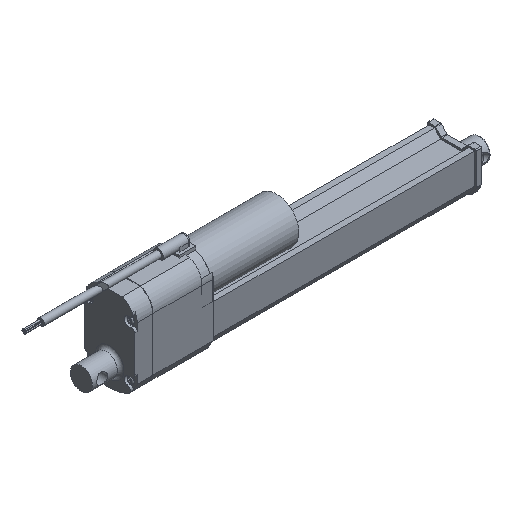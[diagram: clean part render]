
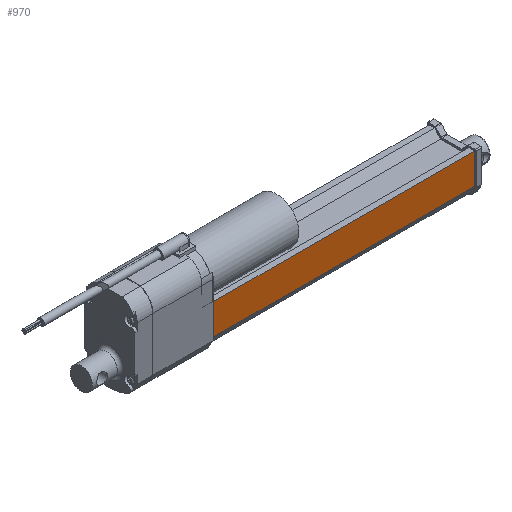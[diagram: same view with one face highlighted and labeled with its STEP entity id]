
A CAD part, isometric view. The second image highlights one B-rep face of the part: STEP entity #970.
In plain terms, the highlighted planar face has unit normal (0, -1, 0).
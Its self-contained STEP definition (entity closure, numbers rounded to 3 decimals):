
#970 = ADVANCED_FACE( '', ( #1989 ), #1990, .T. );
#1989 = FACE_OUTER_BOUND( '', #3281, .T. );
#1990 = PLANE( '', #3282 );
#3281 = EDGE_LOOP( '', ( #5870, #5871, #5872, #5873 ) );
#3282 = AXIS2_PLACEMENT_3D( '', #5874, #5875, #5876 );
#5870 = ORIENTED_EDGE( '', *, *, #6917, .F. );
#5871 = ORIENTED_EDGE( '', *, *, #7125, .F. );
#5872 = ORIENTED_EDGE( '', *, *, #6239, .T. );
#5873 = ORIENTED_EDGE( '', *, *, #6643, .T. );
#5874 = CARTESIAN_POINT( '', ( 273.5, -20.5, -23.567 ) );
#5875 = DIRECTION( '', ( 0., -1., 0. ) );
#5876 = DIRECTION( '', ( 0., 0., -1. ) );
#6239 = EDGE_CURVE( '', #7408, #7409, #7410, .T. );
#6643 = EDGE_CURVE( '', #7409, #8068, #8070, .T. );
#6917 = EDGE_CURVE( '', #8453, #8068, #8455, .T. );
#7125 = EDGE_CURVE( '', #7408, #8453, #8701, .T. );
#7408 = VERTEX_POINT( '', #9216 );
#7409 = VERTEX_POINT( '', #9217 );
#7410 = LINE( '', #9218, #9219 );
#8068 = VERTEX_POINT( '', #10227 );
#8070 = LINE( '', #10230, #10231 );
#8453 = VERTEX_POINT( '', #11015 );
#8455 = LINE( '', #11018, #11019 );
#8701 = LINE( '', #11356, #11357 );
#9216 = CARTESIAN_POINT( '', ( 273.5, -20.5, -23.567 ) );
#9217 = CARTESIAN_POINT( '', ( 273.5, -20.5, 4.103 ) );
#9218 = CARTESIAN_POINT( '', ( 273.5, -20.5, -23.567 ) );
#9219 = VECTOR( '', #11551, 1000. );
#10227 = CARTESIAN_POINT( '', ( 35.5, -20.5, 4.103 ) );
#10230 = CARTESIAN_POINT( '', ( 273.5, -20.5, 4.103 ) );
#10231 = VECTOR( '', #11991, 1000. );
#11015 = CARTESIAN_POINT( '', ( 35.5, -20.5, -23.567 ) );
#11018 = CARTESIAN_POINT( '', ( 35.5, -20.5, -23.567 ) );
#11019 = VECTOR( '', #12253, 1000. );
#11356 = CARTESIAN_POINT( '', ( 273.5, -20.5, -23.567 ) );
#11357 = VECTOR( '', #12402, 1000. );
#11551 = DIRECTION( '', ( 0., 0., 1. ) );
#11991 = DIRECTION( '', ( -1., 0., 0. ) );
#12253 = DIRECTION( '', ( 0., 0., 1. ) );
#12402 = DIRECTION( '', ( -1., 0., 0. ) );
